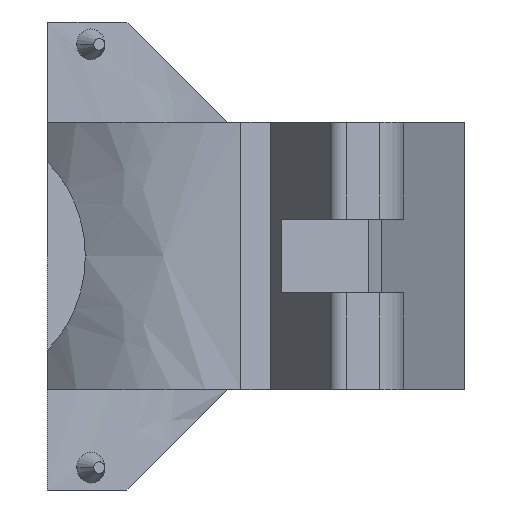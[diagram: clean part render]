
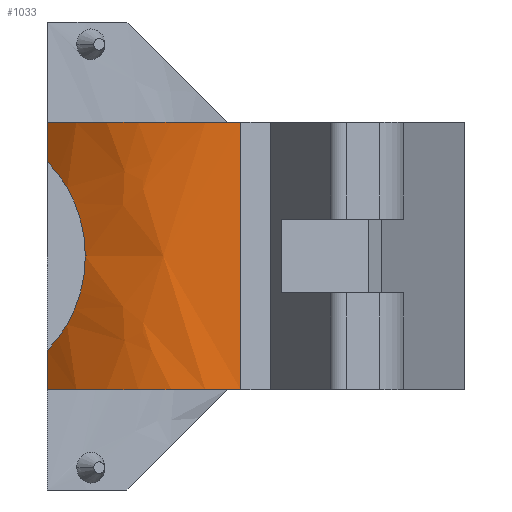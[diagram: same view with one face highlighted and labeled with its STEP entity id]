
A CAD part, front view. The second image highlights one B-rep face of the part: STEP entity #1033.
In plain terms, the highlighted free-form (B-spline) face has degree [2, 1] with [3, 2] control points.
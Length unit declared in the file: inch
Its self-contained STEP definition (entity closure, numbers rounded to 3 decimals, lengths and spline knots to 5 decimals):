
#2 = CARTESIAN_POINT ( 'NONE',  ( -0.17751, -1.82208, -0.6 ) ) ;
#12 = CARTESIAN_POINT ( 'NONE',  ( -0.17751, -1.82208, 0.6 ) ) ;
#20 = CARTESIAN_POINT ( 'NONE',  ( -0.15304, -1.84379, 0.39809 ) ) ;
#21 = DIRECTION ( 'NONE',  ( 0., 0., -1. ) ) ;
#80 = EDGE_LOOP ( 'NONE', ( #510, #1436, #1867, #102, #1084, #1480, #1168 ) ) ;
#88 = CARTESIAN_POINT ( 'NONE',  ( -0.17751, -1.82208, -0.6 ) ) ;
#93 = VERTEX_POINT ( 'NONE', #611 ) ;
#98 = CARTESIAN_POINT ( 'NONE',  ( -0.1295, -1.86385, -0.37117 ) ) ;
#102 = ORIENTED_EDGE ( 'NONE', *, *, #403, .F. ) ;
#107 = EDGE_CURVE ( 'NONE', #1289, #521, #122, .T. ) ;
#117 = CARTESIAN_POINT ( 'NONE',  ( -0.00643, -1.95208, -0.04116 ) ) ;
#118 = CARTESIAN_POINT ( 'NONE',  ( 0.69066, -2.08139, 0.6 ) ) ;
#122 = B_SPLINE_CURVE_WITH_KNOTS ( 'NONE', 3,
 ( #465, #310, #1543, #1711, #1417, #772, #642, #316, #924, #1262, #1397, #938, #782, #20, #631, #1067 ),
 .UNSPECIFIED., .F., .F.,
 ( 4, 2, 2, 2, 2, 2, 2, 4 ),
 ( 0.01246, 0.01402, 0.01557, 0.01713, 0.01868, 0.0218, 0.02335, 0.02491 ),
 .UNSPECIFIED. ) ;
#131 = CARTESIAN_POINT ( 'NONE',  ( 0.69066, -2.08139, -0.6 ) ) ;
#139 = CARTESIAN_POINT ( 'NONE',  ( -0.00643, -1.95208, 0. ) ) ;
#179 = CARTESIAN_POINT ( 'NONE',  ( 0.69066, -2.08139, 0.6 ) ) ;
#190 = CARTESIAN_POINT ( 'NONE',  ( -0.17751, -1.82208, 0.42331 ) ) ;
#236 = CARTESIAN_POINT ( 'NONE',  ( -0.03934, -1.93078, -0.20043 ) ) ;
#265 = EDGE_CURVE ( 'NONE', #93, #1336, #1800, .T. ) ;
#276 = CARTESIAN_POINT ( 'NONE',  ( -0.06128, -1.91564, -0.25571 ) ) ;
#310 = CARTESIAN_POINT ( 'NONE',  ( -0.00643, -1.95208, 0.02055 ) ) ;
#316 = CARTESIAN_POINT ( 'NONE',  ( -0.03924, -1.93084, 0.20015 ) ) ;
#317 = LINE ( 'NONE', #12, #1344 ) ;
#403 = EDGE_CURVE ( 'NONE', #795, #1187, #1808, .T. ) ;
#412 = CARTESIAN_POINT ( 'NONE',  ( -0.02252, -1.94187, -0.14192 ) ) ;
#439 = CARTESIAN_POINT ( 'NONE',  ( 0.69066, -2.08139, 0.6 ) ) ;
#458 = EDGE_CURVE ( 'NONE', #513, #521, #317, .T. ) ;
#465 = CARTESIAN_POINT ( 'NONE',  ( -0.00643, -1.95208, 0. ) ) ;
#510 = ORIENTED_EDGE ( 'NONE', *, *, #732, .F. ) ;
#513 = VERTEX_POINT ( 'NONE', #1575 ) ;
#521 = VERTEX_POINT ( 'NONE', #190 ) ;
#558 = CARTESIAN_POINT ( 'NONE',  ( -0.17751, -1.82208, 0.6 ) ) ;
#572 = CARTESIAN_POINT ( 'NONE',  ( -0.17751, -1.82208, 0.6 ) ) ;
#611 = CARTESIAN_POINT ( 'NONE',  ( -0.17751, -1.82208, -0.42331 ) ) ;
#631 = CARTESIAN_POINT ( 'NONE',  ( -0.16507, -1.83333, 0.41116 ) ) ;
#642 = CARTESIAN_POINT ( 'NONE',  ( -0.02746, -1.93867, 0.1615 ) ) ;
#655 = VECTOR ( 'NONE', #1089, 39.37008 ) ;
#703 = CARTESIAN_POINT ( 'NONE',  ( -0.02756, -1.93861, -0.16186 ) ) ;
#710 = CARTESIAN_POINT ( 'NONE',  ( -0.08813, -1.89606, -0.30786 ) ) ;
#728 = CARTESIAN_POINT ( 'NONE',  ( -0.01048, -1.94959, -0.08179 ) ) ;
#729 = CARTESIAN_POINT ( 'NONE',  ( 0.69066, -2.08139, -0.6 ) ) ;
#732 = EDGE_CURVE ( 'NONE', #93, #1289, #1167, .T. ) ;
#749 = CARTESIAN_POINT ( 'NONE',  ( 0.20577, -2.16881, 0.6 ) ) ;
#772 = CARTESIAN_POINT ( 'NONE',  ( -0.02253, -1.94187, 0.14191 ) ) ;
#782 = CARTESIAN_POINT ( 'NONE',  ( -0.1299, -1.86327, 0.37013 ) ) ;
#795 = VERTEX_POINT ( 'NONE', #439 ) ;
#797 = B_SPLINE_SURFACE_WITH_KNOTS ( 'NONE', 2, 1, ( 
 ( #572, #1194 ),
 ( #855, #1500 ),
 ( #118, #729 ) ),
 .UNSPECIFIED., .F., .F., .F.,
 ( 3, 3 ),
 ( 2, 2 ),
 ( 0., 1. ),
 ( 0., 1. ),
 .UNSPECIFIED. ) ;
#855 = CARTESIAN_POINT ( 'NONE',  ( 0.20577, -2.16881, 0.6 ) ) ;
#862 = DIRECTION ( 'NONE',  ( 0., 0., -1. ) ) ;
#924 = CARTESIAN_POINT ( 'NONE',  ( -0.0461, -1.9262, 0.21922 ) ) ;
#938 = CARTESIAN_POINT ( 'NONE',  ( -0.11872, -1.87232, 0.35516 ) ) ;
#1016 = CARTESIAN_POINT ( 'NONE',  ( -0.06969, -1.90965, -0.27345 ) ) ;
#1033 = ADVANCED_FACE ( 'NONE', ( #1632 ), #797, .F. ) ;
#1067 = CARTESIAN_POINT ( 'NONE',  ( -0.17751, -1.82208, 0.42331 ) ) ;
#1084 = ORIENTED_EDGE ( 'NONE', *, *, #1290, .F. ) ;
#1089 = DIRECTION ( 'NONE',  ( 0., 0., -1. ) ) ;
#1105 = VECTOR ( 'NONE', #862, 39.37008 ) ;
#1167 = B_SPLINE_CURVE_WITH_KNOTS ( 'NONE', 3,
 ( #1311, #1929, #98, #1937, #710, #1016, #276, #1949, #236, #703, #412, #728, #117, #1770 ),
 .UNSPECIFIED., .F., .F.,
 ( 4, 2, 2, 2, 2, 2, 4 ),
 ( 0., 0.00312, 0.00467, 0.00623, 0.00779, 0.00935, 0.01246 ),
 .UNSPECIFIED. ) ;
#1168 = ORIENTED_EDGE ( 'NONE', *, *, #107, .F. ) ;
#1179 = CARTESIAN_POINT ( 'NONE',  ( 0.20577, -2.16881, -0.6 ) ) ;
#1187 = VERTEX_POINT ( 'NONE', #131 ) ;
#1194 = CARTESIAN_POINT ( 'NONE',  ( -0.17751, -1.82208, -0.6 ) ) ;
#1195 = B_SPLINE_CURVE_WITH_KNOTS ( 'NONE', 2,
 ( #1806, #749, #1825 ),
 .UNSPECIFIED., .F., .F.,
 ( 3, 3 ),
 ( 0., 1. ),
 .UNSPECIFIED. ) ;
#1262 = CARTESIAN_POINT ( 'NONE',  ( -0.06891, -1.91032, 0.27406 ) ) ;
#1289 = VERTEX_POINT ( 'NONE', #139 ) ;
#1290 = EDGE_CURVE ( 'NONE', #513, #795, #1195, .T. ) ;
#1309 = CARTESIAN_POINT ( 'NONE',  ( 0.69066, -2.08139, -0.6 ) ) ;
#1311 = CARTESIAN_POINT ( 'NONE',  ( -0.17751, -1.82208, -0.42331 ) ) ;
#1336 = VERTEX_POINT ( 'NONE', #2 ) ;
#1344 = VECTOR ( 'NONE', #21, 39.37008 ) ;
#1383 = B_SPLINE_CURVE_WITH_KNOTS ( 'NONE', 2,
 ( #88, #1179, #1309 ),
 .UNSPECIFIED., .F., .F.,
 ( 3, 3 ),
 ( 0., 1. ),
 .UNSPECIFIED. ) ;
#1397 = CARTESIAN_POINT ( 'NONE',  ( -0.08719, -1.89707, 0.30807 ) ) ;
#1417 = CARTESIAN_POINT ( 'NONE',  ( -0.01456, -1.94698, 0.1022 ) ) ;
#1436 = ORIENTED_EDGE ( 'NONE', *, *, #265, .T. ) ;
#1480 = ORIENTED_EDGE ( 'NONE', *, *, #458, .T. ) ;
#1500 = CARTESIAN_POINT ( 'NONE',  ( 0.20577, -2.16881, -0.6 ) ) ;
#1543 = CARTESIAN_POINT ( 'NONE',  ( -0.00747, -1.95144, 0.04131 ) ) ;
#1575 = CARTESIAN_POINT ( 'NONE',  ( -0.17751, -1.82208, 0.6 ) ) ;
#1611 = EDGE_CURVE ( 'NONE', #1336, #1187, #1383, .T. ) ;
#1632 = FACE_OUTER_BOUND ( 'NONE', #80, .T. ) ;
#1711 = CARTESIAN_POINT ( 'NONE',  ( -0.01154, -1.94888, 0.08208 ) ) ;
#1770 = CARTESIAN_POINT ( 'NONE',  ( -0.00643, -1.95208, 0. ) ) ;
#1800 = LINE ( 'NONE', #558, #1105 ) ;
#1806 = CARTESIAN_POINT ( 'NONE',  ( -0.17751, -1.82208, 0.6 ) ) ;
#1808 = LINE ( 'NONE', #179, #655 ) ;
#1825 = CARTESIAN_POINT ( 'NONE',  ( 0.69066, -2.08139, 0.6 ) ) ;
#1867 = ORIENTED_EDGE ( 'NONE', *, *, #1611, .T. ) ;
#1929 = CARTESIAN_POINT ( 'NONE',  ( -0.1526, -1.84461, -0.39896 ) ) ;
#1937 = CARTESIAN_POINT ( 'NONE',  ( -0.0981, -1.88851, -0.3244 ) ) ;
#1949 = CARTESIAN_POINT ( 'NONE',  ( -0.0461, -1.92621, -0.2192 ) ) ;
